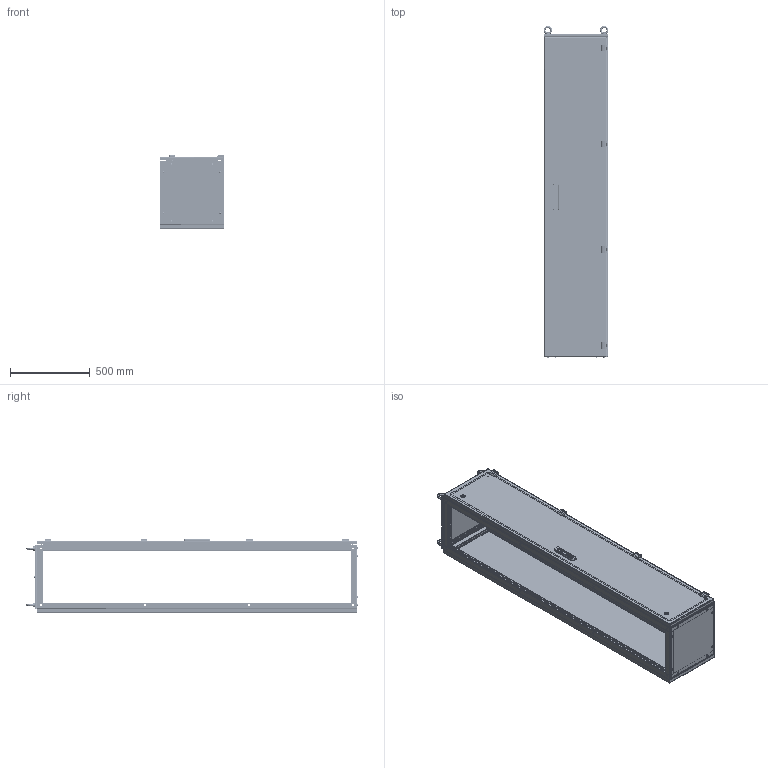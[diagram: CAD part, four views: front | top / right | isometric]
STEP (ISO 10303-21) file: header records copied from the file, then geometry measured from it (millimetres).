
FILE_DESCRIPTION (( 'STEP AP203' ), '1' );
FILE_NAME ('Êîðïóñ FORT IP54 (2000õ400õ400) EKF PROxima.STEP', '2020-10-25T09:58:41', ( '' ), ( '' ), 'SwSTEP 2.0', 'SolidWorks 2019', '' );
FILE_SCHEMA (( 'CONFIG_CONTROL_DESIGN' ));
Length unit declared in the file: millimetre
Products named in the file (63): Óãëîâàÿ ïåòëÿ Àòîñ; Äåðæàòåëü øòîêà; pan head cross collar screw_din_DIN 967 - M4 x 16 - Z --- 14.6N; 剒蜲錪 獲闃; 幄鍧 IC-2 1000; Îáîëî÷êà ãàéêè çàêëàäíîé; Øïèëüêà ïðèâàðíàÿ Ì6õ25 DIN 13918; ÌÈ-1175.01.00.003 Ïðîôèëü ãîðèçîíòàëüíûé íèæíèé 400; ÓÊ íà ïîòîëî÷íóþ ïàíåëü 400õ400; Äåðæàòåëü òÿãè àòîñ; ÓÊ íà äâåðü 400õ2000; ÌÈ-1175.01.00.000 ÑÁ Êàðêàñ 2000õ400õ400; 幄鍧 IC-2 900; hex nut gradec_din_Hexagon Nut ISO 4034 - M16 - N; ÌÈ-1175.03.00.000 ÑÁ Ñòåíêà çàäíÿÿ 400õ2000; pan head cross recess screw_din_DIN EN ISO 7045 - M6 x 40 - Z - 40N; Ãàéêà çàêëàäíàÿ; ÌÈ-1175.01.01.000 ÑÁ Ïðîôèëü ãîðèçîíòàëüíûé 400 âåðõíèé â ñáîðå; ÓÊ íà ïåðåãîðîäêó öîêîëÿ 400õ400; ÌÈ-1025.01.00.002 Ïðîôèëü áîêîâîé 400 âåðõíèé; Ãàéêà çàêëàäêàÿ Ì6; ÌÈ-1175.02.00.001 Äâåðü 400õ2000; ÌÈ-1025.01.00.004 Ïðîôèëü áîêîâîé 400 íèæíèé; îñü ïåòëè; Øïèëüêà Ì6õ12; ÌÈ-1175.03.00.001 Ñòåíêà çàäíÿÿ 400õ2000; ÌÈ-1175.06.00.000 ÑÁ Ïåðåãîðîäêà öîêîëÿ 400õ400; lifting eye nut 01_din_DIN 582-M12-N; countersunk raised head cross recess screw_din_DIN EN ISO 7047 - M4 x 10 - Z - 10N; ÌÈ-1175.01.01.001 Ïðîôèëü ãîðèçîíòàëüíûé âåðõíèé 400; ÌÈ-1175.05.00.000 ÑÁ Ïîòîëî÷íàÿ ïàíåëü 400õ400; ÌÈ-1175.05.00.001 Ïîòîëî÷íàÿ ïàíåëü 400õ400; hex screw gradec_din_DIN EN 24018 - M12 x 35-WN; pan head cross recess screw_din_DIN EN ISO 7045 - M6 x 20 - Z - 20N; ÌÈ-1175.02.00.000 ÑÁ Äâåðü â ñáîðå; Çàêëåïêà ãàå÷íàÿ Ì6 UNI 9203; hex thin nut gradeb_din_Hexagon Nut ISO 4036 - M6 - N; plain washer large_din_Washer DIN 9021 - 13; Çàìîê â ñáîðå Àòîñ; êîðïóñ ïåòëè1 ...
Assembly tree (145 placements, depth 4):
  Êîðïóñ FORT IP54 (2000õ400õ400) EKF PROxima
    ÌÈ-1175.01.00.000 ÑÁ Êàðêàñ 2000õ400õ400
      ÌÈ-1175.01.01.000 ÑÁ Ïðîôèëü ãîðèçîíòàëüíûé 400 âåðõíèé â ñáîðå
        ÌÈ-1175.01.01.001 Ïðîôèëü ãîðèçîíòàëüíûé âåðõíèé 400
        Øïèëüêà Ì6õ12
      ÌÈ-983.01.00.001 Ïðîôèëü âåðòèêàëüíûé 2000  x4
      ÌÈ-1175.01.00.003 Ïðîôèëü ãîðèçîíòàëüíûé íèæíèé 400  x2
      ÌÈ-1025.01.00.002 Ïðîôèëü áîêîâîé 400 âåðõíèé  x2
      ÌÈ-1175.01.01.000 ÑÁ Ïðîôèëü ãîðèçîíòàëüíûé 400 âåðõíèé â ñáîðå
        ÌÈ-1175.01.01.001 Ïðîôèëü ãîðèçîíòàëüíûé âåðõíèé 400
        Øïèëüêà Ì6õ12
      ÌÈ-1025.01.00.004 Ïðîôèëü áîêîâîé 400 íèæíèé  x2
    ÌÈ-1175.05.00.000 ÑÁ Ïîòîëî÷íàÿ ïàíåëü 400õ400
      ÌÈ-1175.05.00.001 Ïîòîëî÷íàÿ ïàíåëü 400õ400
      ÓÊ íà ïîòîëî÷íóþ ïàíåëü 400õ400
    ÌÈ-1175.03.00.000 ÑÁ Ñòåíêà çàäíÿÿ 400õ2000
      ÌÈ-1175.03.00.001 Ñòåíêà çàäíÿÿ 400õ2000
      ÓÊ íà ñòåíêó çàäíþþ 400õ2000
      Øïèëüêà Ì6õ12
    ÌÈ-1175.06.00.000 ÑÁ Ïåðåãîðîäêà öîêîëÿ 400õ400
      ÌÈ-1175.06.00.001 Ïåðåãîðîäêà ãëóõàÿ 400õ400
      ÓÊ íà ïåðåãîðîäêó öîêîëÿ 400õ400
    pan head cross recess screw_din_DIN EN ISO 7045 - M6 x 20 - Z - 20N  x8
    Ãàéêà çàêëàäíàÿ
      Îáîëî÷êà ãàéêè çàêëàäíîé
      Ãàéêà çàêëàäêàÿ Ì6
    Ãàéêà çàêëàäíàÿ
      Îáîëî÷êà ãàéêè çàêëàäíîé
      Ãàéêà çàêëàäêàÿ Ì6
    Ãàéêà çàêëàäíàÿ
      Îáîëî÷êà ãàéêè çàêëàäíîé
      Ãàéêà çàêëàäêàÿ Ì6
    Ãàéêà çàêëàäíàÿ
      Îáîëî÷êà ãàéêè çàêëàäíîé
      Ãàéêà çàêëàäêàÿ Ì6
    Ãàéêà çàêëàäíàÿ
      Îáîëî÷êà ãàéêè çàêëàäíîé
      Ãàéêà çàêëàäêàÿ Ì6
    Ãàéêà çàêëàäíàÿ
      Îáîëî÷êà ãàéêè çàêëàäíîé
      Ãàéêà çàêëàäêàÿ Ì6
    Ãàéêà çàêëàäíàÿ
      Îáîëî÷êà ãàéêè çàêëàäíîé
      Ãàéêà çàêëàäêàÿ Ì6
    Ãàéêà çàêëàäíàÿ
      Îáîëî÷êà ãàéêè çàêëàäíîé
      Ãàéêà çàêëàäêàÿ Ì6
    lifting eye nut 01_din_DIN 582-M12-N  x4
    pan head cross recess screw_din_DIN EN ISO 7045 - M6 x 40 - Z - 40N  x8
    Çàêëåïêà ãàå÷íàÿ Ì6 UNI 9203  x8
    ÌÈ-1175.02.00.000 ÑÁ Äâåðü â ñáîðå
      ÌÈ-1175.02.00.001 Äâåðü 400õ2000
      Óãëîâàÿ ïåòëÿ Àòîñ
        îñíîâàíèå ïåòëè1
        êîðïóñ ïåòëè1
        îñü ïåòëè
      Óãëîâàÿ ïåòëÿ Àòîñ
        îñíîâàíèå ïåòëè1
        êîðïóñ ïåòëè1
        îñü ïåòëè
Bounding box: 406.5 x 2076.48 x 466.98 mm (x, y, z)
Volume: 5996004.8 mm3; surface area: 7461540.6 mm2
Topology: 121 solids, 121 shells, 11034 faces, 29749 edges, 18968 vertices
Faces by surface type: plane 8768, cylinder 1264, cone 408, bspline 394, torus 152, sphere 48
Entity records: 121811 total; most frequent: CARTESIAN_POINT 26005, ORIENTED_EDGE 18248, DIRECTION 16586, EDGE_CURVE 9124, VECTOR 7584, LINE 7584, VERTEX_POINT 5866, EDGE_LOOP 4516
